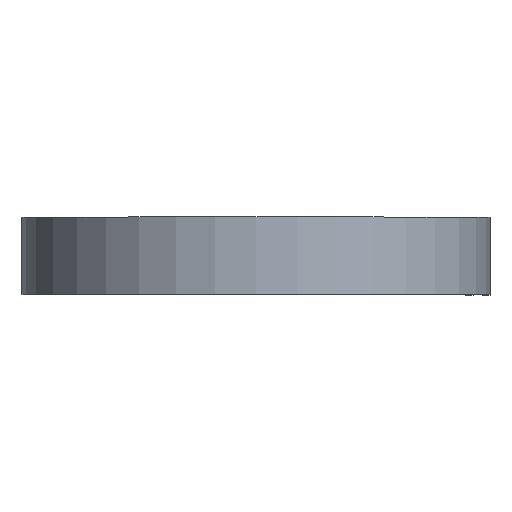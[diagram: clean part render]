
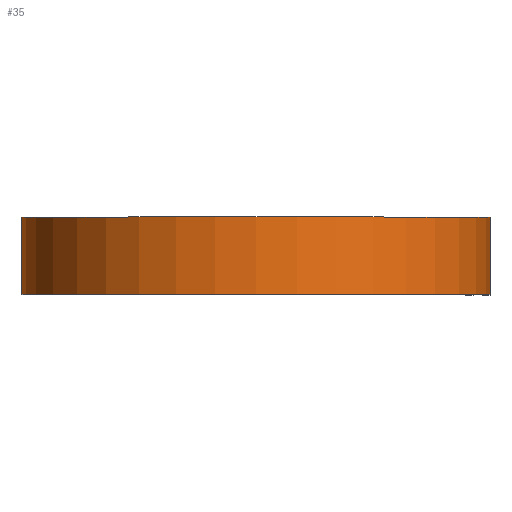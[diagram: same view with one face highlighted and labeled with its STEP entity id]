
A CAD part, top view. The second image highlights one B-rep face of the part: STEP entity #35.
In plain terms, the highlighted cylindrical face has radius 38.519 mm (diameter 77.038 mm), a partial arc.
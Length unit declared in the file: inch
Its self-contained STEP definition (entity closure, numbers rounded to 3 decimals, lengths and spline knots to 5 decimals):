
#5 = CARTESIAN_POINT ( 'NONE',  ( 1.5165, -0.25, 0. ) ) ;
#12 = CARTESIAN_POINT ( 'NONE',  ( 1.5165, 0.25, 0. ) ) ;
#35 = ADVANCED_FACE ( 'NONE', ( #542 ), #504, .T. ) ;
#63 = DIRECTION ( 'NONE',  ( 0., 1., 0. ) ) ;
#86 = ORIENTED_EDGE ( 'NONE', *, *, #215, .T. ) ;
#100 = EDGE_LOOP ( 'NONE', ( #142, #713, #533, #86 ) ) ;
#115 = VERTEX_POINT ( 'NONE', #12 ) ;
#123 = VERTEX_POINT ( 'NONE', #276 ) ;
#128 = AXIS2_PLACEMENT_3D ( 'NONE', #314, #63, #646 ) ;
#142 = ORIENTED_EDGE ( 'NONE', *, *, #338, .T. ) ;
#156 = VERTEX_POINT ( 'NONE', #226 ) ;
#169 = DIRECTION ( 'NONE',  ( 0., 1., 0. ) ) ;
#171 = DIRECTION ( 'NONE',  ( 1., 0., 0. ) ) ;
#207 = CARTESIAN_POINT ( 'NONE',  ( 1.5165, 0.25, 0. ) ) ;
#215 = EDGE_CURVE ( 'NONE', #123, #156, #662, .T. ) ;
#226 = CARTESIAN_POINT ( 'NONE',  ( 0., -0.25, -1.5165 ) ) ;
#271 = DIRECTION ( 'NONE',  ( 0., -1., 0. ) ) ;
#276 = CARTESIAN_POINT ( 'NONE',  ( 0., 0.25, -1.5165 ) ) ;
#278 = EDGE_CURVE ( 'NONE', #115, #434, #424, .T. ) ;
#314 = CARTESIAN_POINT ( 'NONE',  ( 0., 0.25, 0. ) ) ;
#331 = DIRECTION ( 'NONE',  ( 0., -1., 0. ) ) ;
#333 = CARTESIAN_POINT ( 'NONE',  ( 0., 0.25, 0. ) ) ;
#336 = CIRCLE ( 'NONE', #128, 1.5165 ) ;
#338 = EDGE_CURVE ( 'NONE', #156, #434, #417, .T. ) ;
#340 = DIRECTION ( 'NONE',  ( 0., 0., -1. ) ) ;
#361 = AXIS2_PLACEMENT_3D ( 'NONE', #333, #331, #340 ) ;
#417 = CIRCLE ( 'NONE', #496, 1.5165 ) ;
#423 = DIRECTION ( 'NONE',  ( 0., -1., 0. ) ) ;
#424 = LINE ( 'NONE', #207, #656 ) ;
#433 = EDGE_CURVE ( 'NONE', #123, #115, #336, .T. ) ;
#434 = VERTEX_POINT ( 'NONE', #5 ) ;
#496 = AXIS2_PLACEMENT_3D ( 'NONE', #710, #169, #171 ) ;
#504 = CYLINDRICAL_SURFACE ( 'NONE', #361, 1.5165 ) ;
#523 = CARTESIAN_POINT ( 'NONE',  ( 0., 0.25, -1.5165 ) ) ;
#533 = ORIENTED_EDGE ( 'NONE', *, *, #433, .F. ) ;
#542 = FACE_OUTER_BOUND ( 'NONE', #100, .T. ) ;
#646 = DIRECTION ( 'NONE',  ( 1., 0., 0. ) ) ;
#656 = VECTOR ( 'NONE', #423, 39.37008 ) ;
#662 = LINE ( 'NONE', #523, #725 ) ;
#710 = CARTESIAN_POINT ( 'NONE',  ( 0., -0.25, 0. ) ) ;
#713 = ORIENTED_EDGE ( 'NONE', *, *, #278, .F. ) ;
#725 = VECTOR ( 'NONE', #271, 39.37008 ) ;
